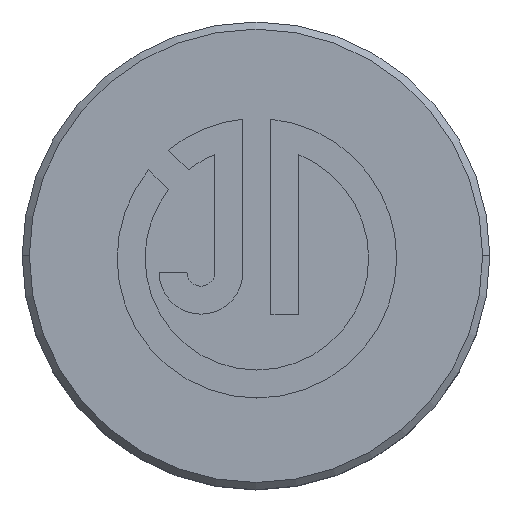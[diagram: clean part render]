
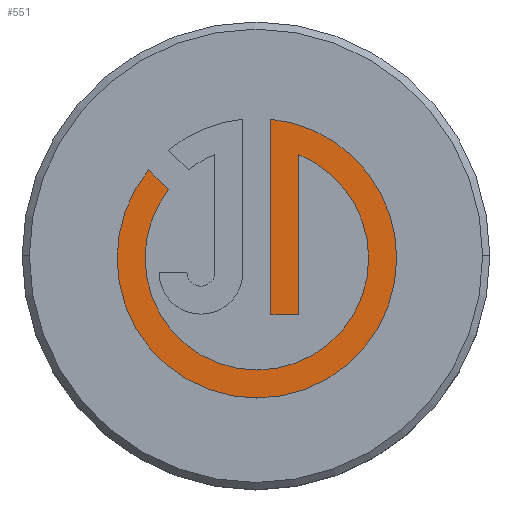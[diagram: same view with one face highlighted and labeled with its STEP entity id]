
A CAD part, top view. The second image highlights one B-rep face of the part: STEP entity #551.
In plain terms, the highlighted planar face has unit normal (0, 0, 1).
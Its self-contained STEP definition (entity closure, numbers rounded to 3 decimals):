
#28 = VERTEX_POINT ( 'NONE', #603 ) ;
#32 = AXIS2_PLACEMENT_3D ( 'NONE', #1297, #615, #1423 ) ;
#51 = CARTESIAN_POINT ( 'NONE',  ( 0.413, -1.62, 69.9 ) ) ;
#96 = DIRECTION ( 'NONE',  ( -1., 0., 0. ) ) ;
#112 = LINE ( 'NONE', #548, #1003 ) ;
#117 = CARTESIAN_POINT ( 'NONE',  ( 1.19, -1.62, 69.9 ) ) ;
#131 = LINE ( 'NONE', #1198, #1033 ) ;
#169 = CARTESIAN_POINT ( 'NONE',  ( 0.025, -0.066, 69.9 ) ) ;
#184 = DIRECTION ( 'NONE',  ( 0., 1., 0. ) ) ;
#188 = PLANE ( 'NONE',  #681 ) ;
#193 = CIRCLE ( 'NONE', #617, 3.108 ) ;
#198 = FACE_OUTER_BOUND ( 'NONE', #550, .T. ) ;
#235 = ORIENTED_EDGE ( 'NONE', *, *, #1016, .T. ) ;
#242 = CARTESIAN_POINT ( 'NONE',  ( 0.413, 3.799, 69.9 ) ) ;
#253 = DIRECTION ( 'NONE',  ( 0., 0., 1. ) ) ;
#292 = DIRECTION ( 'NONE',  ( -1., 0., 0. ) ) ;
#314 = DIRECTION ( 'NONE',  ( 1., 0., 0. ) ) ;
#318 = DIRECTION ( 'NONE',  ( 1., 0., 0. ) ) ;
#336 = VERTEX_POINT ( 'NONE', #1149 ) ;
#355 = DIRECTION ( 'NONE',  ( 0., 0., -1. ) ) ;
#389 = LINE ( 'NONE', #1359, #935 ) ;
#392 = ORIENTED_EDGE ( 'NONE', *, *, #979, .T. ) ;
#460 = VERTEX_POINT ( 'NONE', #467 ) ;
#467 = CARTESIAN_POINT ( 'NONE',  ( 3.909, -0.066, 69.9 ) ) ;
#504 = DIRECTION ( 'NONE',  ( 0., -1., 0. ) ) ;
#541 = CIRCLE ( 'NONE', #1211, 3.108 ) ;
#548 = CARTESIAN_POINT ( 'NONE',  ( 1.19, 0., 69.9 ) ) ;
#550 = EDGE_LOOP ( 'NONE', ( #816, #1208, #1501, #723, #235, #392, #741, #852, #893, #728 ) ) ;
#551 = ADVANCED_FACE ( 'NONE', ( #198 ), #188, .T. ) ;
#598 = CARTESIAN_POINT ( 'NONE',  ( 0.025, -0.066, 69.9 ) ) ;
#603 = CARTESIAN_POINT ( 'NONE',  ( -3.083, -0.066, 69.9 ) ) ;
#613 = VECTOR ( 'NONE', #742, 1000. ) ;
#615 = DIRECTION ( 'NONE',  ( 0., 0., 1. ) ) ;
#617 = AXIS2_PLACEMENT_3D ( 'NONE', #1053, #355, #1179 ) ;
#622 = CIRCLE ( 'NONE', #1332, 3.108 ) ;
#655 = CARTESIAN_POINT ( 'NONE',  ( 0., 0., 69.9 ) ) ;
#681 = AXIS2_PLACEMENT_3D ( 'NONE', #655, #1007, #314 ) ;
#716 = DIRECTION ( 'NONE',  ( 1., 0., 0. ) ) ;
#723 = ORIENTED_EDGE ( 'NONE', *, *, #1189, .T. ) ;
#728 = ORIENTED_EDGE ( 'NONE', *, *, #1412, .T. ) ;
#741 = ORIENTED_EDGE ( 'NONE', *, *, #1107, .T. ) ;
#742 = DIRECTION ( 'NONE',  ( -0.707, 0.707, 0. ) ) ;
#753 = VERTEX_POINT ( 'NONE', #117 ) ;
#758 = VERTEX_POINT ( 'NONE', #242 ) ;
#805 = DIRECTION ( 'NONE',  ( 0., 0., -1. ) ) ;
#816 = ORIENTED_EDGE ( 'NONE', *, *, #861, .T. ) ;
#832 = CARTESIAN_POINT ( 'NONE',  ( 1.19, 2.815, 69.9 ) ) ;
#840 = CARTESIAN_POINT ( 'NONE',  ( -2.983, 2.392, 69.9 ) ) ;
#852 = ORIENTED_EDGE ( 'NONE', *, *, #1113, .T. ) ;
#861 = EDGE_CURVE ( 'NONE', #998, #1338, #622, .T. ) ;
#893 = ORIENTED_EDGE ( 'NONE', *, *, #1484, .T. ) ;
#918 = LINE ( 'NONE', #1209, #613 ) ;
#924 = AXIS2_PLACEMENT_3D ( 'NONE', #598, #1406, #716 ) ;
#935 = VECTOR ( 'NONE', #318, 1000. ) ;
#947 = CARTESIAN_POINT ( 'NONE',  ( 0.025, -0.066, 69.9 ) ) ;
#956 = EDGE_CURVE ( 'NONE', #1338, #28, #193, .T. ) ;
#979 = EDGE_CURVE ( 'NONE', #1298, #460, #1358, .T. ) ;
#982 = DIRECTION ( 'NONE',  ( 0., 0., -1. ) ) ;
#992 = CARTESIAN_POINT ( 'NONE',  ( 3.132, -0.066, 69.9 ) ) ;
#998 = VERTEX_POINT ( 'NONE', #832 ) ;
#1003 = VECTOR ( 'NONE', #184, 1000. ) ;
#1007 = DIRECTION ( 'NONE',  ( 0., 0., 1. ) ) ;
#1016 = EDGE_CURVE ( 'NONE', #1039, #1298, #1094, .T. ) ;
#1033 = VECTOR ( 'NONE', #504, 1000. ) ;
#1039 = VERTEX_POINT ( 'NONE', #840 ) ;
#1053 = CARTESIAN_POINT ( 'NONE',  ( 0.025, -0.066, 69.9 ) ) ;
#1072 = DIRECTION ( 'NONE',  ( 1., 0., 0. ) ) ;
#1094 = CIRCLE ( 'NONE', #1237, 3.885 ) ;
#1105 = CIRCLE ( 'NONE', #32, 3.885 ) ;
#1107 = EDGE_CURVE ( 'NONE', #460, #758, #1105, .T. ) ;
#1113 = EDGE_CURVE ( 'NONE', #758, #1290, #131, .T. ) ;
#1149 = CARTESIAN_POINT ( 'NONE',  ( -2.431, 1.839, 69.9 ) ) ;
#1179 = DIRECTION ( 'NONE',  ( -1., 0., 0. ) ) ;
#1189 = EDGE_CURVE ( 'NONE', #336, #1039, #918, .T. ) ;
#1198 = CARTESIAN_POINT ( 'NONE',  ( 0.413, 0., 69.9 ) ) ;
#1208 = ORIENTED_EDGE ( 'NONE', *, *, #956, .T. ) ;
#1209 = CARTESIAN_POINT ( 'NONE',  ( -2.431, 1.839, 69.9 ) ) ;
#1211 = AXIS2_PLACEMENT_3D ( 'NONE', #169, #982, #292 ) ;
#1237 = AXIS2_PLACEMENT_3D ( 'NONE', #947, #253, #1072 ) ;
#1251 = EDGE_CURVE ( 'NONE', #28, #336, #541, .T. ) ;
#1290 = VERTEX_POINT ( 'NONE', #51 ) ;
#1297 = CARTESIAN_POINT ( 'NONE',  ( 0.025, -0.066, 69.9 ) ) ;
#1298 = VERTEX_POINT ( 'NONE', #1448 ) ;
#1332 = AXIS2_PLACEMENT_3D ( 'NONE', #1485, #805, #96 ) ;
#1338 = VERTEX_POINT ( 'NONE', #992 ) ;
#1358 = CIRCLE ( 'NONE', #924, 3.885 ) ;
#1359 = CARTESIAN_POINT ( 'NONE',  ( 0., -1.62, 69.9 ) ) ;
#1406 = DIRECTION ( 'NONE',  ( 0., 0., 1. ) ) ;
#1412 = EDGE_CURVE ( 'NONE', #753, #998, #112, .T. ) ;
#1423 = DIRECTION ( 'NONE',  ( 1., 0., 0. ) ) ;
#1448 = CARTESIAN_POINT ( 'NONE',  ( -3.86, -0.066, 69.9 ) ) ;
#1484 = EDGE_CURVE ( 'NONE', #1290, #753, #389, .T. ) ;
#1485 = CARTESIAN_POINT ( 'NONE',  ( 0.025, -0.066, 69.9 ) ) ;
#1501 = ORIENTED_EDGE ( 'NONE', *, *, #1251, .T. ) ;
